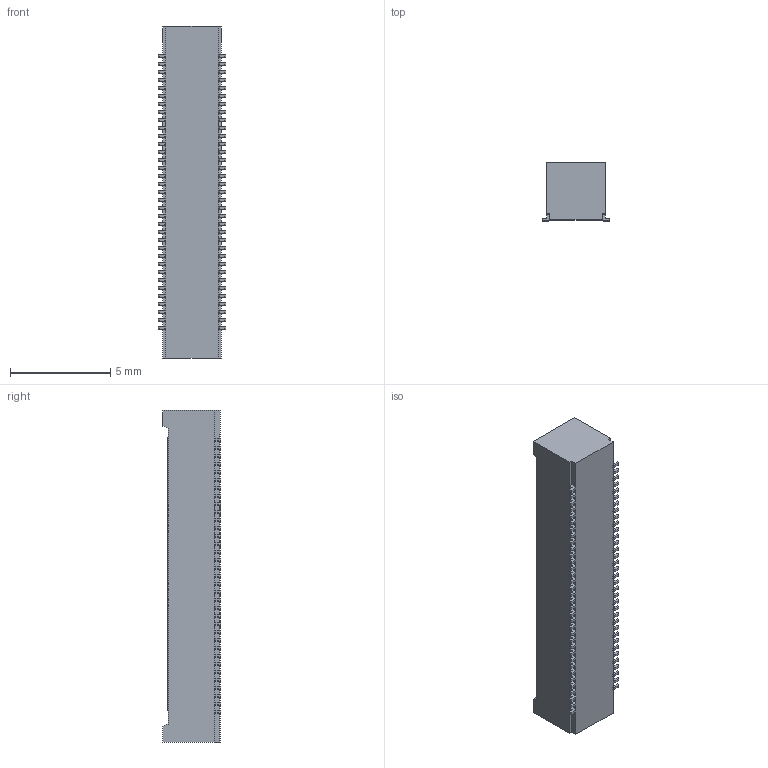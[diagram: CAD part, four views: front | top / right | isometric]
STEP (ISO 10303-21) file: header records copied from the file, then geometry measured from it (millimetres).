
FILE_DESCRIPTION(('CoCreate Modeling STEP Export'),'2;1');
FILE_NAME('DF40HC(3.0)-70DS.stp','2010-07-27T 9:50:45',(''),(''),'CoCreate Modeling STEP processor for AP214 (Solid Model)','CoCreate Modeling 17.0 01-Apr-2010 (C) Parametric Technology GmbH','');
FILE_SCHEMA(('AUTOMOTIVE_DESIGN { 1 0 10303 214 1 1 1 1 }'));
Length unit declared in the file: millimetre
Products named in the file (1): CASE
Bounding box: 3.38 x 2.9 x 16.6 mm (x, y, z)
Volume: 108.1 mm3; surface area: 303.9 mm2
Topology: 1 solids, 1 shells, 1563 faces, 4214 edges, 2796 vertices
Faces by surface type: plane 1119, cylinder 432, cone 12
Entity records: 47828 total; most frequent: ORIENTED_EDGE 8428, CARTESIAN_POINT 8374, DIRECTION 7814, EDGE_CURVE 4214, VECTOR 3330, LINE 3330, VERTEX_POINT 2796, AXIS2_PLACEMENT_3D 2242
